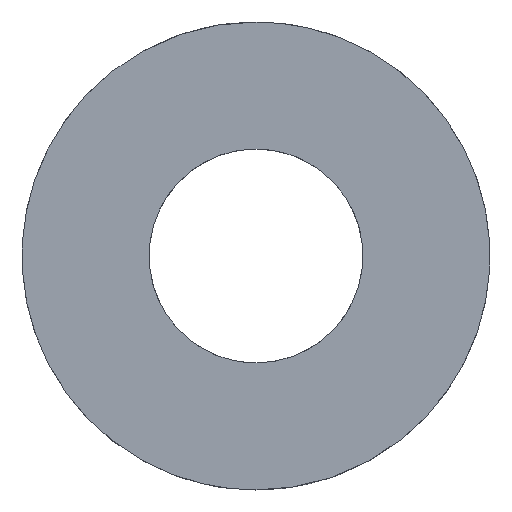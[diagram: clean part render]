
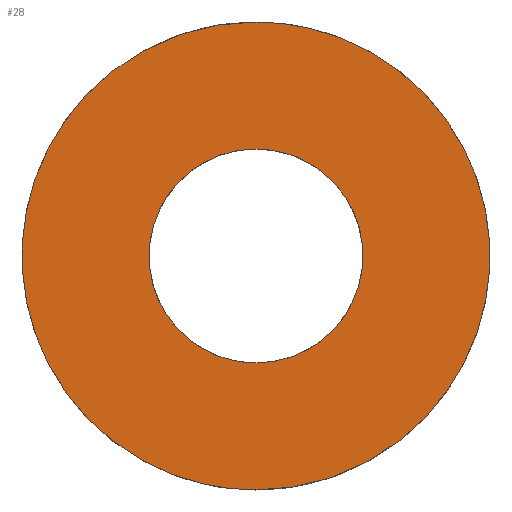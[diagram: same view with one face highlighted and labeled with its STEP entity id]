
A CAD part, top view. The second image highlights one B-rep face of the part: STEP entity #28.
In plain terms, the highlighted face is planar.
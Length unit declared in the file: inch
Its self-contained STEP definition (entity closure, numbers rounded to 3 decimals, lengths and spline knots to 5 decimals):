
#24=FACE_BOUND('',#41,.T.);
#28=ADVANCED_FACE('',(#34,#24),#94,.T.);
#34=FACE_OUTER_BOUND('',#40,.T.);
#40=EDGE_LOOP('',(#54,#55));
#41=EDGE_LOOP('',(#56,#57));
#54=ORIENTED_EDGE('',*,*,#75,.F.);
#55=ORIENTED_EDGE('',*,*,#76,.F.);
#56=ORIENTED_EDGE('',*,*,#71,.T.);
#57=ORIENTED_EDGE('',*,*,#70,.T.);
#70=EDGE_CURVE('',#86,#87,#107,.T.);
#71=EDGE_CURVE('',#87,#86,#108,.T.);
#75=EDGE_CURVE('',#90,#91,#111,.T.);
#76=EDGE_CURVE('',#91,#90,#112,.T.);
#86=VERTEX_POINT('',#208);
#87=VERTEX_POINT('',#209);
#90=VERTEX_POINT('',#212);
#91=VERTEX_POINT('',#213);
#94=PLANE('',#138);
#107=(
BOUNDED_CURVE()
B_SPLINE_CURVE(2,(#216,#217,#218,#219,#220),.UNSPECIFIED.,.F.,.F.)
B_SPLINE_CURVE_WITH_KNOTS((3,2,3),(5.02655,7.53982,10.0531),
 .UNSPECIFIED.)
CURVE()
GEOMETRIC_REPRESENTATION_ITEM()
RATIONAL_B_SPLINE_CURVE((1.,0.707,1.,0.707,1.))
REPRESENTATION_ITEM('')
);
#108=(
BOUNDED_CURVE()
B_SPLINE_CURVE(2,(#221,#222,#223,#224,#225),.UNSPECIFIED.,.F.,.F.)
B_SPLINE_CURVE_WITH_KNOTS((3,2,3),(0.,2.51327,5.02655),
 .UNSPECIFIED.)
CURVE()
GEOMETRIC_REPRESENTATION_ITEM()
RATIONAL_B_SPLINE_CURVE((1.,0.707,1.,0.707,1.))
REPRESENTATION_ITEM('')
);
#111=(
BOUNDED_CURVE()
B_SPLINE_CURVE(2,(#238,#239,#240,#241,#242),.UNSPECIFIED.,.F.,.F.)
B_SPLINE_CURVE_WITH_KNOTS((3,2,3),(0.,5.49779,10.99557),
 .UNSPECIFIED.)
CURVE()
GEOMETRIC_REPRESENTATION_ITEM()
RATIONAL_B_SPLINE_CURVE((1.,0.707,1.,0.707,1.))
REPRESENTATION_ITEM('')
);
#112=(
BOUNDED_CURVE()
B_SPLINE_CURVE(2,(#243,#244,#245,#246,#247),.UNSPECIFIED.,.F.,.F.)
B_SPLINE_CURVE_WITH_KNOTS((3,2,3),(10.99557,16.49336,21.99115),
 .UNSPECIFIED.)
CURVE()
GEOMETRIC_REPRESENTATION_ITEM()
RATIONAL_B_SPLINE_CURVE((1.,0.707,1.,0.707,1.))
REPRESENTATION_ITEM('')
);
#138=AXIS2_PLACEMENT_3D('',#186,#143,$);
#143=DIRECTION('',(0.,0.,-1.));
#186=CARTESIAN_POINT('',(0.30787,0.46772,0.01772));
#208=CARTESIAN_POINT('',(0.1378,0.5748,0.01772));
#209=CARTESIAN_POINT('',(0.1378,0.70079,0.01772));
#212=CARTESIAN_POINT('',(0.1378,0.77559,0.01772));
#213=CARTESIAN_POINT('',(0.1378,0.5,0.01772));
#216=CARTESIAN_POINT('',(0.1378,0.5748,0.01772));
#217=CARTESIAN_POINT('',(0.20079,0.5748,0.01772));
#218=CARTESIAN_POINT('',(0.20079,0.6378,0.01772));
#219=CARTESIAN_POINT('',(0.20079,0.70079,0.01772));
#220=CARTESIAN_POINT('',(0.1378,0.70079,0.01772));
#221=CARTESIAN_POINT('',(0.1378,0.70079,0.01772));
#222=CARTESIAN_POINT('',(0.0748,0.70079,0.01772));
#223=CARTESIAN_POINT('',(0.0748,0.6378,0.01772));
#224=CARTESIAN_POINT('',(0.0748,0.5748,0.01772));
#225=CARTESIAN_POINT('',(0.1378,0.5748,0.01772));
#238=CARTESIAN_POINT('',(0.1378,0.77559,0.01772));
#239=CARTESIAN_POINT('',(0.,0.77559,0.01772));
#240=CARTESIAN_POINT('',(0.,0.6378,0.01772));
#241=CARTESIAN_POINT('',(0.,0.5,0.01772));
#242=CARTESIAN_POINT('',(0.1378,0.5,0.01772));
#243=CARTESIAN_POINT('',(0.1378,0.5,0.01772));
#244=CARTESIAN_POINT('',(0.27559,0.5,0.01772));
#245=CARTESIAN_POINT('',(0.27559,0.6378,0.01772));
#246=CARTESIAN_POINT('',(0.27559,0.77559,0.01772));
#247=CARTESIAN_POINT('',(0.1378,0.77559,0.01772));
